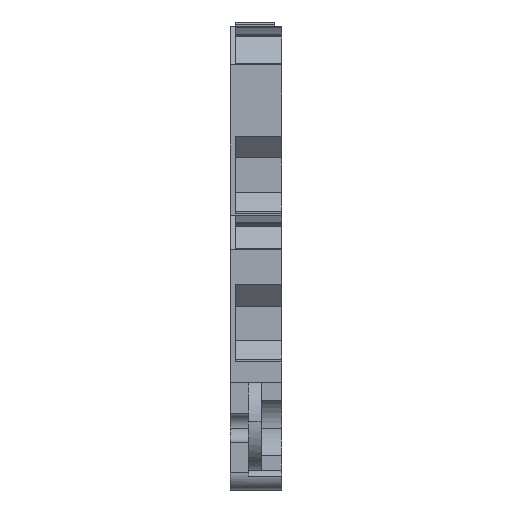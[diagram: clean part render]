
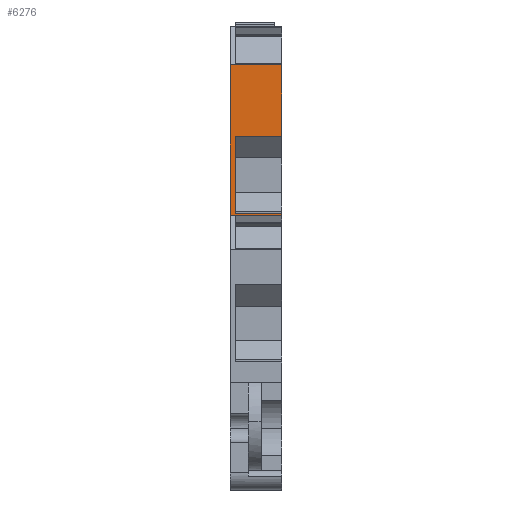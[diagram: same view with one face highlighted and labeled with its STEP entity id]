
A CAD part, front view. The second image highlights one B-rep face of the part: STEP entity #6276.
In plain terms, the highlighted planar face has unit normal (0, -1, 0).
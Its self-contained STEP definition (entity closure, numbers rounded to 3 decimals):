
#6254=AXIS2_PLACEMENT_3D('Plane Axis2P3D',#6251,#6252,#6253) ;
#1651=CARTESIAN_POINT('Vertex',(0.,11.5,30.575)) ;
#1658=CARTESIAN_POINT('Vertex',(6.,11.5,30.575)) ;
#1661=CARTESIAN_POINT('Line Origine',(3.,11.5,30.575)) ;
#1679=CARTESIAN_POINT('Line Origine',(3.3,11.5,32.15)) ;
#1683=CARTESIAN_POINT('Vertex',(0.6,11.5,32.15)) ;
#1685=CARTESIAN_POINT('Vertex',(6.,11.5,32.15)) ;
#1790=CARTESIAN_POINT('Vertex',(6.,11.5,41.15)) ;
#1793=CARTESIAN_POINT('Line Origine',(3.3,11.5,41.15)) ;
#1797=CARTESIAN_POINT('Vertex',(0.6,11.5,41.15)) ;
#1859=CARTESIAN_POINT('Vertex',(0.,11.5,49.5)) ;
#1862=CARTESIAN_POINT('Line Origine',(3.,11.5,49.5)) ;
#1866=CARTESIAN_POINT('Vertex',(6.,11.5,49.5)) ;
#3762=CARTESIAN_POINT('Line Origine',(0.,11.5,40.037)) ;
#4103=CARTESIAN_POINT('Line Origine',(0.6,11.5,36.65)) ;
#6251=CARTESIAN_POINT('Axis2P3D Location',(-0.1,11.5,30.575)) ;
#6256=CARTESIAN_POINT('Line Origine',(6.,11.5,45.325)) ;
#6261=CARTESIAN_POINT('Line Origine',(6.,11.5,31.362)) ;
#1662=DIRECTION('Vector Direction',(1.,0.,0.)) ;
#1680=DIRECTION('Vector Direction',(1.,0.,0.)) ;
#1794=DIRECTION('Vector Direction',(-1.,0.,0.)) ;
#1863=DIRECTION('Vector Direction',(1.,0.,0.)) ;
#3763=DIRECTION('Vector Direction',(0.,0.,1.)) ;
#4104=DIRECTION('Vector Direction',(0.,0.,-1.)) ;
#6252=DIRECTION('Axis2P3D Direction',(0.,1.,0.)) ;
#6253=DIRECTION('Axis2P3D XDirection',(0.,0.,1.)) ;
#6257=DIRECTION('Vector Direction',(0.,0.,-1.)) ;
#6262=DIRECTION('Vector Direction',(0.,0.,-1.)) ;
#1663=VECTOR('Line Direction',#1662,1.) ;
#1681=VECTOR('Line Direction',#1680,1.) ;
#1795=VECTOR('Line Direction',#1794,1.) ;
#1864=VECTOR('Line Direction',#1863,1.) ;
#3764=VECTOR('Line Direction',#3763,1.) ;
#4105=VECTOR('Line Direction',#4104,1.) ;
#6258=VECTOR('Line Direction',#6257,1.) ;
#6263=VECTOR('Line Direction',#6262,1.) ;
#6267=ORIENTED_EDGE('',*,*,#6260,.F.) ;
#6268=ORIENTED_EDGE('',*,*,#1868,.F.) ;
#6269=ORIENTED_EDGE('',*,*,#3766,.F.) ;
#6270=ORIENTED_EDGE('',*,*,#1665,.F.) ;
#6271=ORIENTED_EDGE('',*,*,#6265,.F.) ;
#6272=ORIENTED_EDGE('',*,*,#1687,.F.) ;
#6273=ORIENTED_EDGE('',*,*,#4107,.F.) ;
#6274=ORIENTED_EDGE('',*,*,#1799,.F.) ;
#6276=ADVANCED_FACE('NONE',(#6275),#6255,.F.) ;
#1665=EDGE_CURVE('',#1659,#1652,#1664,.F.) ;
#1687=EDGE_CURVE('',#1684,#1686,#1682,.T.) ;
#1799=EDGE_CURVE('',#1791,#1798,#1796,.T.) ;
#1868=EDGE_CURVE('',#1860,#1867,#1865,.T.) ;
#3766=EDGE_CURVE('',#1652,#1860,#3765,.T.) ;
#4107=EDGE_CURVE('',#1798,#1684,#4106,.T.) ;
#6260=EDGE_CURVE('',#1867,#1791,#6259,.T.) ;
#6265=EDGE_CURVE('',#1686,#1659,#6264,.T.) ;
#6266=EDGE_LOOP('',(#6267,#6268,#6269,#6270,#6271,#6272,#6273,#6274)) ;
#6275=FACE_OUTER_BOUND('',#6266,.T.) ;
#1664=LINE('Line',#1661,#1663) ;
#1682=LINE('Line',#1679,#1681) ;
#1796=LINE('Line',#1793,#1795) ;
#1865=LINE('Line',#1862,#1864) ;
#3765=LINE('Line',#3762,#3764) ;
#4106=LINE('Line',#4103,#4105) ;
#6259=LINE('Line',#6256,#6258) ;
#6264=LINE('Line',#6261,#6263) ;
#6255=PLANE('',#6254) ;
#1652=VERTEX_POINT('',#1651) ;
#1659=VERTEX_POINT('',#1658) ;
#1684=VERTEX_POINT('',#1683) ;
#1686=VERTEX_POINT('',#1685) ;
#1791=VERTEX_POINT('',#1790) ;
#1798=VERTEX_POINT('',#1797) ;
#1860=VERTEX_POINT('',#1859) ;
#1867=VERTEX_POINT('',#1866) ;
